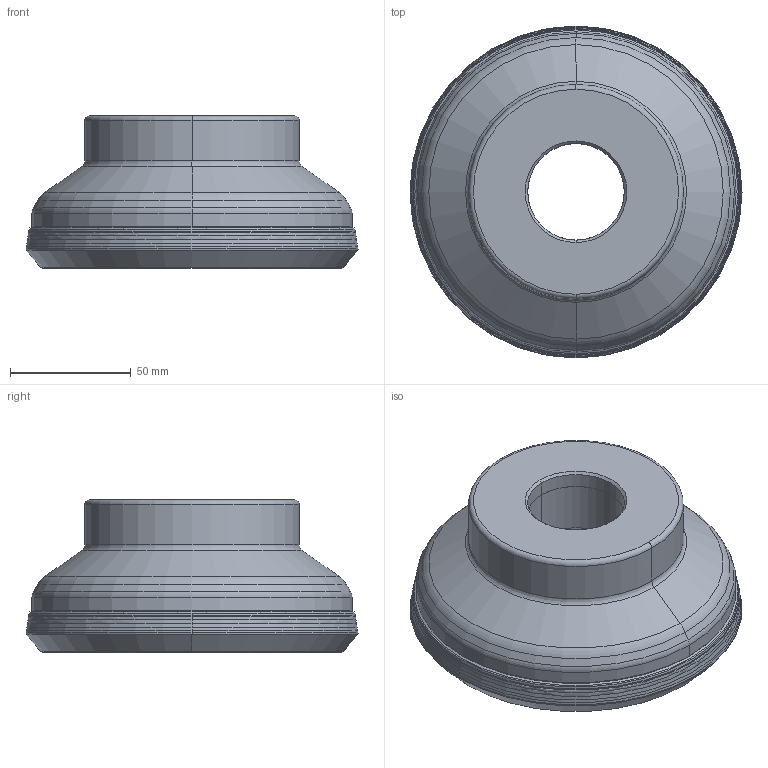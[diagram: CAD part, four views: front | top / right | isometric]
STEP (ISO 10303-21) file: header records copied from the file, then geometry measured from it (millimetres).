
FILE_DESCRIPTION(/* description */ (''),/* implementation_level */ '2;1');
FILE_NAME(/* name */ 'AHX640S-125B08AR_MR0_8.stp',/* time_stamp */ '2021-02-02T08:17:53+09:00',/* author */ (''),/* organization */ (''),/* preprocessor_version */ 'ST-DEVELOPER v16',/* originating_system */ 'SIEMENS PLM Software NX 10.0',/* authorisation */ '');
FILE_SCHEMA (('AUTOMOTIVE_DESIGN { 1 0 10303 214 3 1 1 1 }'));
Length unit declared in the file: millimetre
Products named in the file (1): AHX640S-125B08AR_MR0_8_ASM
Bounding box: 137.55 x 137.55 x 63 mm (x, y, z)
Volume: 601514.1 mm3; surface area: 73559.4 mm2
Topology: 2 solids, 2 shells, 208 faces, 537 edges, 409 vertices
Faces by surface type: torus 82, revolution 54, cone 40, cylinder 14, bspline 12, plane 6
Entity records: 7680 total; most frequent: CARTESIAN_POINT 2359, DIRECTION 1172, ORIENTED_EDGE 932, AXIS2_PLACEMENT_3D 527, EDGE_CURVE 466, CIRCLE 374, VERTEX_POINT 264, EDGE_LOOP 214
